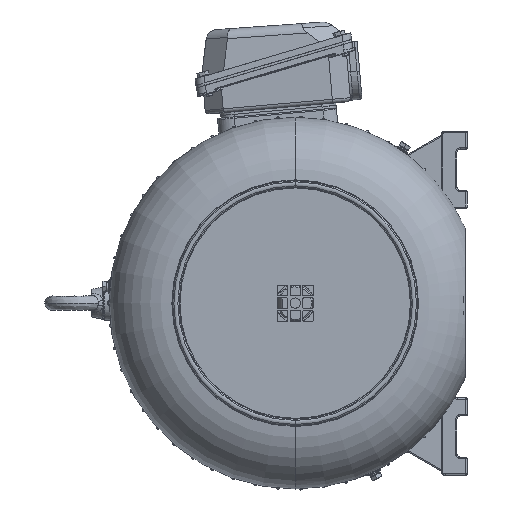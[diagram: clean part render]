
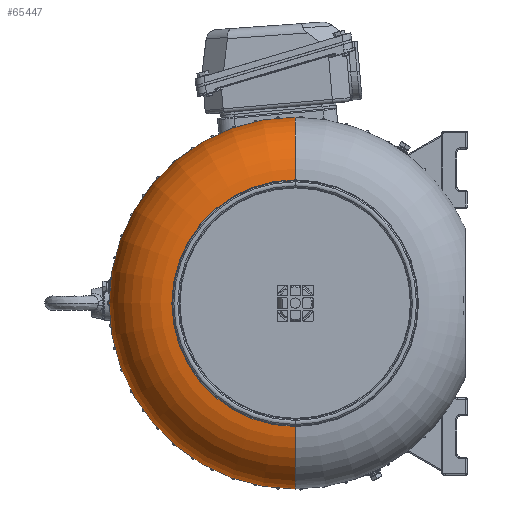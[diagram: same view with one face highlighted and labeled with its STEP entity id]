
A CAD part, left-side view. The second image highlights one B-rep face of the part: STEP entity #65447.
In plain terms, the highlighted toroidal (fillet/blend) face has major radius 93 mm and minor radius 51.2 mm.
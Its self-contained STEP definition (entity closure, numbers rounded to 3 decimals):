
#2391 = TOROIDAL_SURFACE ( 'NONE', #6606, 93., 51.2 ) ;
#3517 = DIRECTION ( 'NONE',  ( -1., 0., 0. ) ) ;
#6606 = AXIS2_PLACEMENT_3D ( 'NONE', #83559, #75409, #83220 ) ;
#6615 = CARTESIAN_POINT ( 'NONE',  ( -128.432, 0., 0. ) ) ;
#7410 = VERTEX_POINT ( 'NONE', #21237 ) ;
#11685 = AXIS2_PLACEMENT_3D ( 'NONE', #20024, #65746, #27153 ) ;
#13421 = VERTEX_POINT ( 'NONE', #56241 ) ;
#14442 = DIRECTION ( 'NONE',  ( -1., 0., 0. ) ) ;
#17259 = ORIENTED_EDGE ( 'NONE', *, *, #79448, .T. ) ;
#17368 = DIRECTION ( 'NONE',  ( 0., 0., -1. ) ) ;
#18559 = EDGE_CURVE ( 'NONE', #35620, #59202, #36219, .T. ) ;
#20024 = CARTESIAN_POINT ( 'NONE',  ( -77.3, 0., -93. ) ) ;
#21237 = CARTESIAN_POINT ( 'NONE',  ( -128.432, 0., -95.635 ) ) ;
#26723 = AXIS2_PLACEMENT_3D ( 'NONE', #72634, #88649, #17368 ) ;
#27153 = DIRECTION ( 'NONE',  ( 0., 0., 1. ) ) ;
#30163 = CARTESIAN_POINT ( 'NONE',  ( -77.3, 0., 144.2 ) ) ;
#31227 = CARTESIAN_POINT ( 'NONE',  ( -77.3, 0., -144.2 ) ) ;
#33458 = CARTESIAN_POINT ( 'NONE',  ( -77.3, 0., 0. ) ) ;
#34872 = ORIENTED_EDGE ( 'NONE', *, *, #72708, .F. ) ;
#35620 = VERTEX_POINT ( 'NONE', #30163 ) ;
#36219 = CIRCLE ( 'NONE', #92822, 144.2 ) ;
#36951 = EDGE_LOOP ( 'NONE', ( #75398, #17259, #34872, #90410 ) ) ;
#46569 = CIRCLE ( 'NONE', #11685, 51.2 ) ;
#52534 = EDGE_CURVE ( 'NONE', #35620, #13421, #64391, .T. ) ;
#56241 = CARTESIAN_POINT ( 'NONE',  ( -128.432, 0., 95.635 ) ) ;
#57670 = DIRECTION ( 'NONE',  ( 0., 0., 1. ) ) ;
#59202 = VERTEX_POINT ( 'NONE', #31227 ) ;
#60757 = CIRCLE ( 'NONE', #69333, 95.635 ) ;
#64391 = CIRCLE ( 'NONE', #26723, 51.2 ) ;
#65447 = ADVANCED_FACE ( 'NONE', ( #65888 ), #2391, .T. ) ;
#65746 = DIRECTION ( 'NONE',  ( 0., 1., 0. ) ) ;
#65888 = FACE_OUTER_BOUND ( 'NONE', #36951, .T. ) ;
#69333 = AXIS2_PLACEMENT_3D ( 'NONE', #6615, #14442, #99046 ) ;
#72634 = CARTESIAN_POINT ( 'NONE',  ( -77.3, 0., 93. ) ) ;
#72708 = EDGE_CURVE ( 'NONE', #13421, #7410, #60757, .T. ) ;
#75398 = ORIENTED_EDGE ( 'NONE', *, *, #18559, .T. ) ;
#75409 = DIRECTION ( 'NONE',  ( -1., 0., 0. ) ) ;
#79448 = EDGE_CURVE ( 'NONE', #59202, #7410, #46569, .T. ) ;
#83220 = DIRECTION ( 'NONE',  ( 0., 0., 1. ) ) ;
#83559 = CARTESIAN_POINT ( 'NONE',  ( -77.3, 0., 0. ) ) ;
#88649 = DIRECTION ( 'NONE',  ( 0., -1., 0. ) ) ;
#90410 = ORIENTED_EDGE ( 'NONE', *, *, #52534, .F. ) ;
#92822 = AXIS2_PLACEMENT_3D ( 'NONE', #33458, #3517, #57670 ) ;
#99046 = DIRECTION ( 'NONE',  ( 0., 0., 1. ) ) ;
